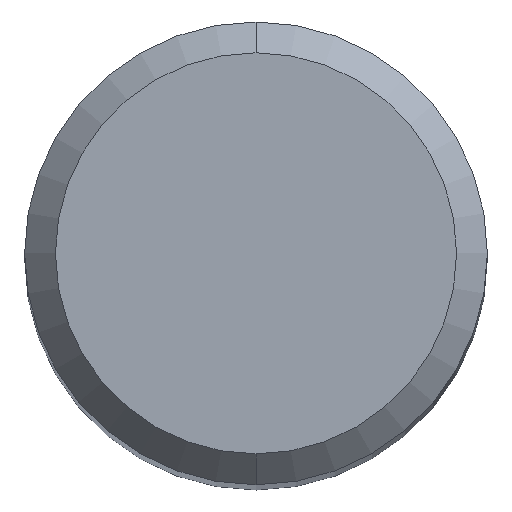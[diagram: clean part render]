
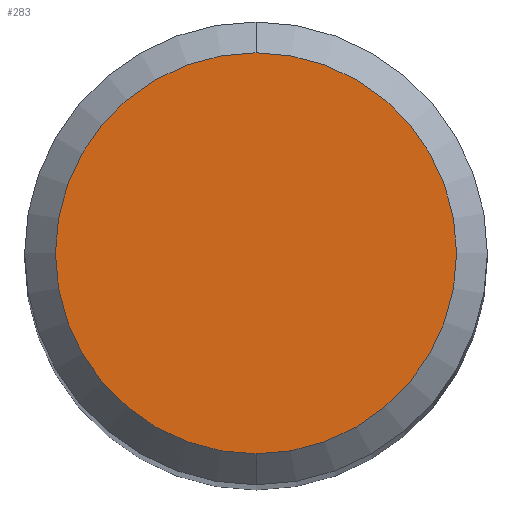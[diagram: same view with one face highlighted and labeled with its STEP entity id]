
A CAD part, top view. The second image highlights one B-rep face of the part: STEP entity #283.
In plain terms, the highlighted planar face has unit normal (0, 0, 1).
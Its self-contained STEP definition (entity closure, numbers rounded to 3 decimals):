
#203=VERTEX_POINT('',#512);
#215=VERTEX_POINT('',#524);
#283=ADVANCED_FACE('',(#600),#601,.T.);
#323=EDGE_CURVE('',#215,#203,#645,.T.);
#325=EDGE_CURVE('',#203,#215,#647,.T.);
#512=CARTESIAN_POINT('',(0.0,2.6,0.0));
#524=CARTESIAN_POINT('',(0.,-2.6,0.0));
#600=FACE_OUTER_BOUND('',#1105,.T.);
#601=PLANE('',#1106);
#645=CIRCLE('',#1193,2.6);
#647=CIRCLE('',#1196,2.6);
#1105=EDGE_LOOP('',(#1564,#1565));
#1106=AXIS2_PLACEMENT_3D('',#1566,#1567,#1568);
#1193=AXIS2_PLACEMENT_3D('',#1614,#1615,#1616);
#1196=AXIS2_PLACEMENT_3D('',#1617,#1618,#1619);
#1564=ORIENTED_EDGE('',*,*,#325,.F.);
#1565=ORIENTED_EDGE('',*,*,#323,.F.);
#1566=CARTESIAN_POINT('',(0.0,1.3,0.0));
#1567=DIRECTION('',(-0.0,0.0,1.0));
#1568=DIRECTION('',(0.0,-1.0,0.0));
#1614=CARTESIAN_POINT('',(0.0,0.0,0.0));
#1615=DIRECTION('',(0.0,0.0,-1.0));
#1616=DIRECTION('',(0.0,1.0,0.0));
#1617=CARTESIAN_POINT('',(0.0,0.0,0.0));
#1618=DIRECTION('',(0.0,0.0,-1.0));
#1619=DIRECTION('',(0.0,1.0,0.0));
